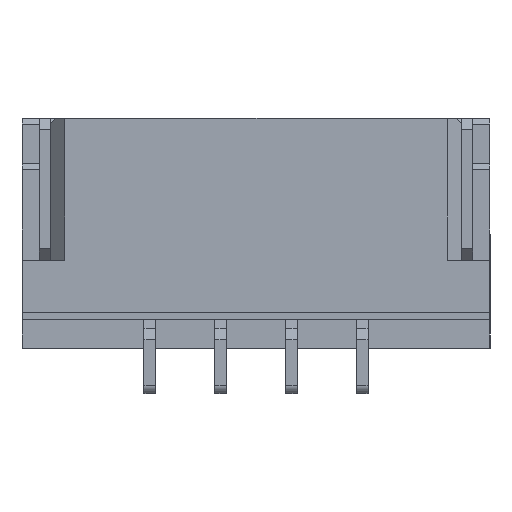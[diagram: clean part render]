
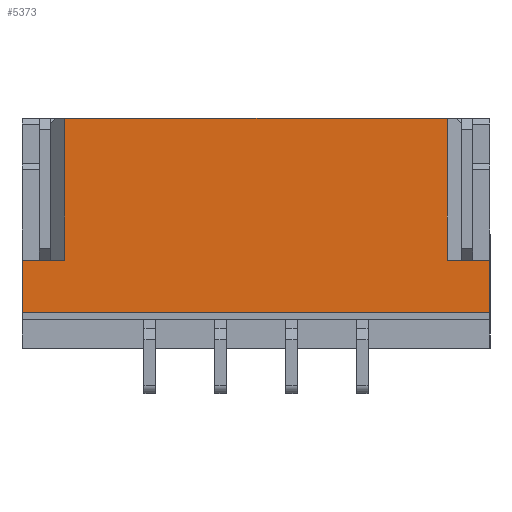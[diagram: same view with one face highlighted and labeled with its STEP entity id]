
A CAD part, front view. The second image highlights one B-rep face of the part: STEP entity #5373.
In plain terms, the highlighted planar face has unit normal (0, -1, 0).
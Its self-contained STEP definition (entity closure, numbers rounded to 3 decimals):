
#4 = DIRECTION ( 'NONE',  ( 0., -1., 0. ) ) ;
#21 = DIRECTION ( 'NONE',  ( 1., 0., 0. ) ) ;
#77 = EDGE_CURVE ( 'NONE', #10320, #5674, #8550, .T. ) ;
#98 = DIRECTION ( 'NONE',  ( 0., 0., -1. ) ) ;
#441 = LINE ( 'NONE', #1039, #3283 ) ;
#521 = FACE_OUTER_BOUND ( 'NONE', #6789, .T. ) ;
#583 = ORIENTED_EDGE ( 'NONE', *, *, #6807, .T. ) ;
#720 = LINE ( 'NONE', #6787, #8674 ) ;
#833 = PLANE ( 'NONE',  #7219 ) ;
#1039 = CARTESIAN_POINT ( 'NONE',  ( -2.75, 0., 2.025 ) ) ;
#1122 = VERTEX_POINT ( 'NONE', #4114 ) ;
#1361 = EDGE_CURVE ( 'NONE', #10226, #5674, #720, .T. ) ;
#1580 = ORIENTED_EDGE ( 'NONE', *, *, #6830, .T. ) ;
#1792 = ORIENTED_EDGE ( 'NONE', *, *, #77, .F. ) ;
#2285 = VECTOR ( 'NONE', #6200, 1000. ) ;
#2290 = EDGE_CURVE ( 'NONE', #8889, #10320, #441, .T. ) ;
#2552 = EDGE_CURVE ( 'NONE', #10226, #3949, #9269, .T. ) ;
#2640 = CARTESIAN_POINT ( 'NONE',  ( 4.75, 0., -0.475 ) ) ;
#3283 = VECTOR ( 'NONE', #9298, 1000. ) ;
#3304 = DIRECTION ( 'NONE',  ( -1., 0., 0. ) ) ;
#3331 = CARTESIAN_POINT ( 'NONE',  ( -2.75, 0., 2.025 ) ) ;
#3393 = CARTESIAN_POINT ( 'NONE',  ( 4.75, 0., 2.025 ) ) ;
#3481 = LINE ( 'NONE', #3393, #5761 ) ;
#3636 = LINE ( 'NONE', #10507, #4267 ) ;
#3679 = CARTESIAN_POINT ( 'NONE',  ( -2.75, 0., -0.475 ) ) ;
#3824 = VECTOR ( 'NONE', #21, 1000. ) ;
#3949 = VERTEX_POINT ( 'NONE', #2640 ) ;
#4083 = LINE ( 'NONE', #4948, #3824 ) ;
#4114 = CARTESIAN_POINT ( 'NONE',  ( 4.75, 0., -1.4 ) ) ;
#4194 = VERTEX_POINT ( 'NONE', #7084 ) ;
#4267 = VECTOR ( 'NONE', #3304, 1000. ) ;
#4344 = DIRECTION ( 'NONE',  ( 1., 0., 0. ) ) ;
#4345 = ORIENTED_EDGE ( 'NONE', *, *, #4754, .T. ) ;
#4638 = ORIENTED_EDGE ( 'NONE', *, *, #2290, .F. ) ;
#4754 = EDGE_CURVE ( 'NONE', #8889, #10456, #3636, .T. ) ;
#4948 = CARTESIAN_POINT ( 'NONE',  ( -4.75, 0., -1.4 ) ) ;
#5373 = ADVANCED_FACE ( 'NONE', ( #521 ), #833, .T. ) ;
#5674 = VERTEX_POINT ( 'NONE', #10098 ) ;
#5741 = DIRECTION ( 'NONE',  ( 0., 0., -1. ) ) ;
#5757 = ORIENTED_EDGE ( 'NONE', *, *, #6248, .F. ) ;
#5761 = VECTOR ( 'NONE', #8318, 1000. ) ;
#5947 = DIRECTION ( 'NONE',  ( 0., 0., 1. ) ) ;
#6200 = DIRECTION ( 'NONE',  ( 1., 0., 0. ) ) ;
#6246 = LINE ( 'NONE', #6705, #10071 ) ;
#6248 = EDGE_CURVE ( 'NONE', #3949, #1122, #3481, .T. ) ;
#6251 = CARTESIAN_POINT ( 'NONE',  ( 4., 0., -0.475 ) ) ;
#6486 = ORIENTED_EDGE ( 'NONE', *, *, #1361, .T. ) ;
#6705 = CARTESIAN_POINT ( 'NONE',  ( -3.5, 0., 2.025 ) ) ;
#6787 = CARTESIAN_POINT ( 'NONE',  ( 4., 0., 2.025 ) ) ;
#6789 = EDGE_LOOP ( 'NONE', ( #1792, #4638, #4345, #583, #1580, #5757, #10462, #6486 ) ) ;
#6807 = EDGE_CURVE ( 'NONE', #10456, #4194, #6246, .T. ) ;
#6830 = EDGE_CURVE ( 'NONE', #4194, #1122, #4083, .T. ) ;
#6951 = CARTESIAN_POINT ( 'NONE',  ( -4.75, 0., 2.025 ) ) ;
#7084 = CARTESIAN_POINT ( 'NONE',  ( -3.5, 0., -1.4 ) ) ;
#7219 = AXIS2_PLACEMENT_3D ( 'NONE', #7353, #4, #5741 ) ;
#7353 = CARTESIAN_POINT ( 'NONE',  ( 0., 0., 0. ) ) ;
#8318 = DIRECTION ( 'NONE',  ( 0., 0., -1. ) ) ;
#8550 = LINE ( 'NONE', #6951, #2285 ) ;
#8674 = VECTOR ( 'NONE', #5947, 1000. ) ;
#8889 = VERTEX_POINT ( 'NONE', #3679 ) ;
#9269 = LINE ( 'NONE', #9362, #9808 ) ;
#9298 = DIRECTION ( 'NONE',  ( 0., 0., 1. ) ) ;
#9362 = CARTESIAN_POINT ( 'NONE',  ( 4.25, 0., -0.475 ) ) ;
#9808 = VECTOR ( 'NONE', #4344, 1000. ) ;
#9990 = CARTESIAN_POINT ( 'NONE',  ( -3.5, 0., -0.475 ) ) ;
#10071 = VECTOR ( 'NONE', #98, 1000. ) ;
#10098 = CARTESIAN_POINT ( 'NONE',  ( 4., 0., 2.025 ) ) ;
#10226 = VERTEX_POINT ( 'NONE', #6251 ) ;
#10320 = VERTEX_POINT ( 'NONE', #3331 ) ;
#10456 = VERTEX_POINT ( 'NONE', #9990 ) ;
#10462 = ORIENTED_EDGE ( 'NONE', *, *, #2552, .F. ) ;
#10507 = CARTESIAN_POINT ( 'NONE',  ( -3., 0., -0.475 ) ) ;
